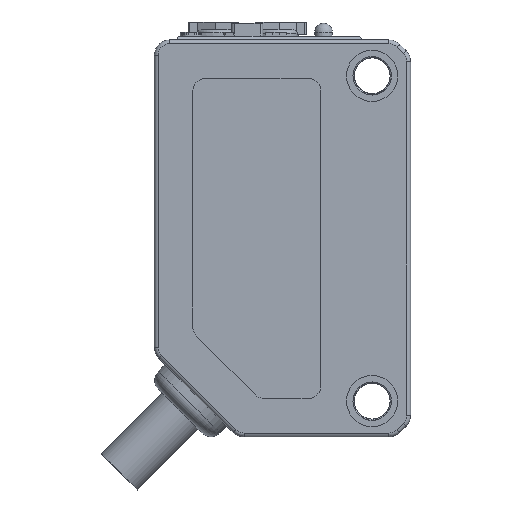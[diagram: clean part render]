
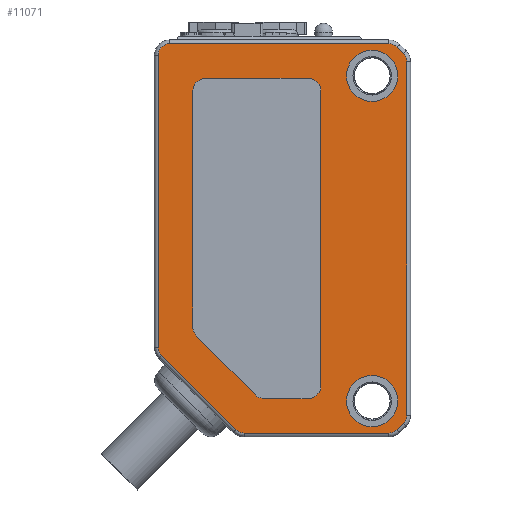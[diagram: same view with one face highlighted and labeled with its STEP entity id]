
A CAD part, front view. The second image highlights one B-rep face of the part: STEP entity #11071.
In plain terms, the highlighted planar face has unit normal (0, -1, 0).
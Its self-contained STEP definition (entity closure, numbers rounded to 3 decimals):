
#546=DIRECTION('',(0.,0.,-1.));
#547=VECTOR('',#546,22.803);
#548=CARTESIAN_POINT('',(-22.114,0.,-2.6));
#549=LINE('',#548,#547);
#569=DIRECTION('',(-1.,0.,0.));
#570=VECTOR('',#569,17.103);
#571=CARTESIAN_POINT('',(-4.111,0.,-1.7));
#572=LINE('',#571,#570);
#701=DIRECTION('',(0.,0.,1.));
#702=VECTOR('',#701,27.606);
#703=CARTESIAN_POINT('',(-2.714,0.,-30.703));
#704=LINE('',#703,#702);
#739=CARTESIAN_POINT('',(-3.614,0.,-30.703));
#740=DIRECTION('',(0.,1.,0.));
#741=DIRECTION('',(1.,0.,0.));
#742=AXIS2_PLACEMENT_3D('',#739,#740,#741);
#744=DIRECTION('',(-0.707,0.,-0.707));
#745=VECTOR('',#744,0.703);
#746=CARTESIAN_POINT('',(-2.978,0.,-31.339));
#747=LINE('',#746,#745);
#748=CARTESIAN_POINT('',(-4.111,0.,-31.2));
#749=DIRECTION('',(0.,1.,0.));
#750=DIRECTION('',(0.707,0.,-0.707));
#751=AXIS2_PLACEMENT_3D('',#748,#749,#750);
#753=CARTESIAN_POINT('',(-15.417,0.,-31.2));
#754=DIRECTION('',(0.,1.,0.));
#755=DIRECTION('',(0.,0.,-1.));
#756=AXIS2_PLACEMENT_3D('',#753,#754,#755);
#758=DIRECTION('',(-0.707,0.,0.707));
#759=VECTOR('',#758,8.198);
#760=CARTESIAN_POINT('',(-16.053,0.,-31.836));
#761=LINE('',#760,#759);
#762=CARTESIAN_POINT('',(-21.214,0.,-25.403));
#763=DIRECTION('',(0.,1.,0.));
#764=DIRECTION('',(-0.707,0.,-0.707));
#765=AXIS2_PLACEMENT_3D('',#762,#763,#764);
#767=CARTESIAN_POINT('',(-21.214,0.,-2.6));
#768=DIRECTION('',(0.,1.,0.));
#769=DIRECTION('',(-1.,0.,0.));
#770=AXIS2_PLACEMENT_3D('',#767,#768,#769);
#772=CARTESIAN_POINT('',(-4.111,0.,-2.6));
#773=DIRECTION('',(0.,1.,0.));
#774=DIRECTION('',(0.,0.,1.));
#775=AXIS2_PLACEMENT_3D('',#772,#773,#774);
#777=DIRECTION('',(0.707,0.,-0.707));
#778=VECTOR('',#777,0.703);
#779=CARTESIAN_POINT('',(-3.475,0.,-1.964));
#780=LINE('',#779,#778);
#781=CARTESIAN_POINT('',(-3.614,0.,-3.097));
#782=DIRECTION('',(0.,1.,0.));
#783=DIRECTION('',(0.707,0.,0.707));
#784=AXIS2_PLACEMENT_3D('',#781,#782,#783);
#786=CARTESIAN_POINT('',(-10.414,0.,-5.4));
#787=DIRECTION('',(0.,-1.,0.));
#788=DIRECTION('',(1.,0.,0.));
#789=AXIS2_PLACEMENT_3D('',#786,#787,#788);
#791=CARTESIAN_POINT('',(-18.414,0.,-5.4));
#792=DIRECTION('',(0.,-1.,0.));
#793=DIRECTION('',(0.,0.,1.));
#794=AXIS2_PLACEMENT_3D('',#791,#792,#793);
#796=CARTESIAN_POINT('',(-18.414,0.,-23.819));
#797=DIRECTION('',(0.,-1.,0.));
#798=DIRECTION('',(-1.,0.,0.));
#799=AXIS2_PLACEMENT_3D('',#796,#797,#798);
#801=DIRECTION('',(0.707,0.,-0.707));
#802=VECTOR('',#801,6.479);
#803=CARTESIAN_POINT('',(-19.121,0.,-24.526));
#804=LINE('',#803,#802);
#805=CARTESIAN_POINT('',(-13.833,0.,-28.4));
#806=DIRECTION('',(0.,-1.,0.));
#807=DIRECTION('',(-0.707,0.,-0.707));
#808=AXIS2_PLACEMENT_3D('',#805,#806,#807);
#810=CARTESIAN_POINT('',(-10.414,0.,-28.4));
#811=DIRECTION('',(0.,-1.,0.));
#812=DIRECTION('',(0.,0.,-1.));
#813=AXIS2_PLACEMENT_3D('',#810,#811,#812);
#815=CARTESIAN_POINT('',(-5.414,0.,-4.2));
#816=DIRECTION('',(0.,-1.,0.));
#817=DIRECTION('',(1.,0.,0.));
#818=AXIS2_PLACEMENT_3D('',#815,#816,#817);
#820=CARTESIAN_POINT('',(-5.414,0.,-4.2));
#821=DIRECTION('',(0.,-1.,0.));
#822=DIRECTION('',(-1.,0.,0.));
#823=AXIS2_PLACEMENT_3D('',#820,#821,#822);
#825=CARTESIAN_POINT('',(-5.414,0.,-29.6));
#826=DIRECTION('',(0.,-1.,0.));
#827=DIRECTION('',(1.,0.,0.));
#828=AXIS2_PLACEMENT_3D('',#825,#826,#827);
#830=CARTESIAN_POINT('',(-5.414,0.,-29.6));
#831=DIRECTION('',(0.,-1.,0.));
#832=DIRECTION('',(-1.,0.,0.));
#833=AXIS2_PLACEMENT_3D('',#830,#831,#832);
#839=DIRECTION('',(1.,0.,0.));
#840=VECTOR('',#839,11.306);
#841=CARTESIAN_POINT('',(-15.417,0.,-32.1));
#842=LINE('',#841,#840);
#882=DIRECTION('',(1.,0.,0.));
#883=VECTOR('',#882,8.);
#884=CARTESIAN_POINT('',(-18.414,0.,-4.4));
#885=LINE('',#884,#883);
#894=DIRECTION('',(0.,0.,1.));
#895=VECTOR('',#894,18.419);
#896=CARTESIAN_POINT('',(-19.414,0.,-23.819));
#897=LINE('',#896,#895);
#951=DIRECTION('',(0.,0.,-1.));
#952=VECTOR('',#951,23.);
#953=CARTESIAN_POINT('',(-9.414,0.,-5.4));
#954=LINE('',#953,#952);
#963=DIRECTION('',(-1.,0.,0.));
#964=VECTOR('',#963,3.419);
#965=CARTESIAN_POINT('',(-10.414,0.,-29.4));
#966=LINE('',#965,#964);
#9021=CARTESIAN_POINT('',(-21.85,0.,-26.039));
#9022=VERTEX_POINT('',#9021);
#9023=CARTESIAN_POINT('',(-16.053,0.,-31.836));
#9024=VERTEX_POINT('',#9023);
#9025=CARTESIAN_POINT('',(-22.114,0.,-25.403));
#9026=VERTEX_POINT('',#9025);
#9027=CARTESIAN_POINT('',(-22.114,0.,-2.6));
#9028=VERTEX_POINT('',#9027);
#9029=CARTESIAN_POINT('',(-21.214,0.,-1.7));
#9030=VERTEX_POINT('',#9029);
#9031=CARTESIAN_POINT('',(-4.111,0.,-1.7));
#9032=VERTEX_POINT('',#9031);
#9033=CARTESIAN_POINT('',(-3.475,0.,-1.964));
#9034=VERTEX_POINT('',#9033);
#9037=CARTESIAN_POINT('',(-2.978,0.,-2.461));
#9038=VERTEX_POINT('',#9037);
#9071=CARTESIAN_POINT('',(-2.714,0.,-3.097));
#9072=VERTEX_POINT('',#9071);
#9073=CARTESIAN_POINT('',(-2.714,0.,-30.703));
#9074=VERTEX_POINT('',#9073);
#9075=CARTESIAN_POINT('',(-2.978,0.,-31.339));
#9076=VERTEX_POINT('',#9075);
#9077=CARTESIAN_POINT('',(-3.475,0.,-31.836));
#9078=VERTEX_POINT('',#9077);
#9079=CARTESIAN_POINT('',(-4.111,0.,-32.1));
#9080=VERTEX_POINT('',#9079);
#9083=CARTESIAN_POINT('',(-15.417,0.,-32.1));
#9084=VERTEX_POINT('',#9083);
#9085=CARTESIAN_POINT('',(-9.414,0.,-5.4));
#9086=CARTESIAN_POINT('',(-10.414,0.,-4.4));
#9087=VERTEX_POINT('',#9085);
#9088=VERTEX_POINT('',#9086);
#9089=CARTESIAN_POINT('',(-18.414,0.,-4.4));
#9090=VERTEX_POINT('',#9089);
#9091=CARTESIAN_POINT('',(-19.414,0.,-5.4));
#9092=VERTEX_POINT('',#9091);
#9093=CARTESIAN_POINT('',(-19.414,0.,-23.819));
#9094=VERTEX_POINT('',#9093);
#9095=CARTESIAN_POINT('',(-19.121,0.,-24.526));
#9096=VERTEX_POINT('',#9095);
#9097=CARTESIAN_POINT('',(-14.54,0.,-29.107));
#9098=VERTEX_POINT('',#9097);
#9099=CARTESIAN_POINT('',(-13.833,0.,-29.4));
#9100=VERTEX_POINT('',#9099);
#9101=CARTESIAN_POINT('',(-10.414,0.,-29.4));
#9102=VERTEX_POINT('',#9101);
#9103=CARTESIAN_POINT('',(-9.414,0.,-28.4));
#9104=VERTEX_POINT('',#9103);
#9105=CARTESIAN_POINT('',(-3.414,0.,-4.2));
#9106=CARTESIAN_POINT('',(-7.414,0.,-4.2));
#9107=VERTEX_POINT('',#9105);
#9108=VERTEX_POINT('',#9106);
#9109=CARTESIAN_POINT('',(-3.414,0.,-29.6));
#9110=CARTESIAN_POINT('',(-7.414,0.,-29.6));
#9111=VERTEX_POINT('',#9109);
#9112=VERTEX_POINT('',#9110);
#11014=CARTESIAN_POINT('',(-12.414,0.,-16.9));
#11015=DIRECTION('',(0.,1.,0.));
#11016=DIRECTION('',(-1.,0.,0.));
#11017=AXIS2_PLACEMENT_3D('',#11014,#11015,#11016);
#11018=PLANE('',#11017);
#11019=ORIENTED_EDGE('',*,*,#10966,.F.);
#11020=ORIENTED_EDGE('',*,*,#10980,.T.);
#11021=ORIENTED_EDGE('',*,*,#10994,.T.);
#11022=ORIENTED_EDGE('',*,*,#11004,.T.);
#11024=ORIENTED_EDGE('',*,*,#11023,.F.);
#11026=ORIENTED_EDGE('',*,*,#11025,.T.);
#11027=ORIENTED_EDGE('',*,*,#10694,.T.);
#11028=ORIENTED_EDGE('',*,*,#10709,.T.);
#11029=ORIENTED_EDGE('',*,*,#10725,.F.);
#11030=ORIENTED_EDGE('',*,*,#10739,.T.);
#11031=ORIENTED_EDGE('',*,*,#10753,.F.);
#11032=ORIENTED_EDGE('',*,*,#10767,.T.);
#11033=ORIENTED_EDGE('',*,*,#10781,.T.);
#11034=ORIENTED_EDGE('',*,*,#10952,.T.);
#11035=EDGE_LOOP('',(#11019,#11020,#11021,#11022,#11024,#11026,#11027,#11028,
#11029,#11030,#11031,#11032,#11033,#11034));
#11036=FACE_OUTER_BOUND('',#11035,.F.);
#11038=ORIENTED_EDGE('',*,*,#11037,.T.);
#11040=ORIENTED_EDGE('',*,*,#11039,.F.);
#11042=ORIENTED_EDGE('',*,*,#11041,.T.);
#11044=ORIENTED_EDGE('',*,*,#11043,.F.);
#11046=ORIENTED_EDGE('',*,*,#11045,.T.);
#11048=ORIENTED_EDGE('',*,*,#11047,.T.);
#11050=ORIENTED_EDGE('',*,*,#11049,.T.);
#11052=ORIENTED_EDGE('',*,*,#11051,.F.);
#11054=ORIENTED_EDGE('',*,*,#11053,.T.);
#11056=ORIENTED_EDGE('',*,*,#11055,.F.);
#11057=EDGE_LOOP('',(#11038,#11040,#11042,#11044,#11046,#11048,#11050,#11052,
#11054,#11056));
#11058=FACE_BOUND('',#11057,.F.);
#11060=ORIENTED_EDGE('',*,*,#11059,.T.);
#11062=ORIENTED_EDGE('',*,*,#11061,.T.);
#11063=EDGE_LOOP('',(#11060,#11062));
#11064=FACE_BOUND('',#11063,.F.);
#11066=ORIENTED_EDGE('',*,*,#11065,.T.);
#11068=ORIENTED_EDGE('',*,*,#11067,.T.);
#11069=EDGE_LOOP('',(#11066,#11068));
#11070=FACE_BOUND('',#11069,.F.);
#11071=ADVANCED_FACE('',(#11036,#11058,#11064,#11070),#11018,.F.);
#743=CIRCLE('',#742,0.9);
#752=CIRCLE('',#751,0.9);
#757=CIRCLE('',#756,0.9);
#766=CIRCLE('',#765,0.9);
#771=CIRCLE('',#770,0.9);
#776=CIRCLE('',#775,0.9);
#785=CIRCLE('',#784,0.9);
#790=CIRCLE('',#789,1.);
#795=CIRCLE('',#794,1.);
#800=CIRCLE('',#799,1.);
#809=CIRCLE('',#808,1.);
#814=CIRCLE('',#813,1.);
#819=CIRCLE('',#818,2.);
#824=CIRCLE('',#823,2.);
#829=CIRCLE('',#828,2.);
#834=CIRCLE('',#833,2.);
#10694=EDGE_CURVE('',#9024,#9022,#761,.T.);
#10709=EDGE_CURVE('',#9022,#9026,#766,.T.);
#10725=EDGE_CURVE('',#9028,#9026,#549,.T.);
#10739=EDGE_CURVE('',#9028,#9030,#771,.T.);
#10753=EDGE_CURVE('',#9032,#9030,#572,.T.);
#10767=EDGE_CURVE('',#9032,#9034,#776,.T.);
#10781=EDGE_CURVE('',#9034,#9038,#780,.T.);
#10952=EDGE_CURVE('',#9038,#9072,#785,.T.);
#10966=EDGE_CURVE('',#9074,#9072,#704,.T.);
#10980=EDGE_CURVE('',#9074,#9076,#743,.T.);
#10994=EDGE_CURVE('',#9076,#9078,#747,.T.);
#11004=EDGE_CURVE('',#9078,#9080,#752,.T.);
#11023=EDGE_CURVE('',#9084,#9080,#842,.T.);
#11025=EDGE_CURVE('',#9084,#9024,#757,.T.);
#11037=EDGE_CURVE('',#9087,#9088,#790,.T.);
#11039=EDGE_CURVE('',#9090,#9088,#885,.T.);
#11041=EDGE_CURVE('',#9090,#9092,#795,.T.);
#11043=EDGE_CURVE('',#9094,#9092,#897,.T.);
#11045=EDGE_CURVE('',#9094,#9096,#800,.T.);
#11047=EDGE_CURVE('',#9096,#9098,#804,.T.);
#11049=EDGE_CURVE('',#9098,#9100,#809,.T.);
#11051=EDGE_CURVE('',#9102,#9100,#966,.T.);
#11053=EDGE_CURVE('',#9102,#9104,#814,.T.);
#11055=EDGE_CURVE('',#9087,#9104,#954,.T.);
#11059=EDGE_CURVE('',#9107,#9108,#819,.T.);
#11061=EDGE_CURVE('',#9108,#9107,#824,.T.);
#11065=EDGE_CURVE('',#9111,#9112,#829,.T.);
#11067=EDGE_CURVE('',#9112,#9111,#834,.T.);
